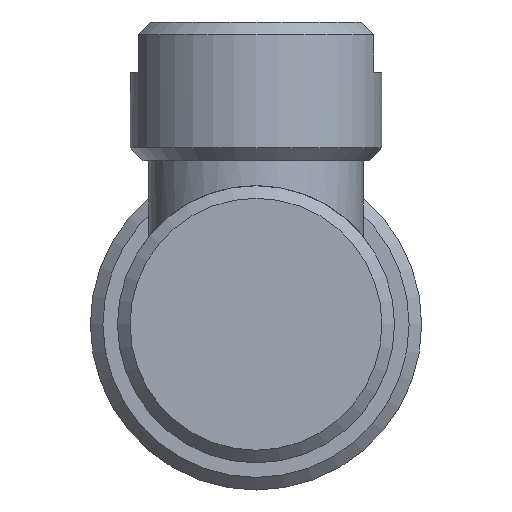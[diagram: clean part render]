
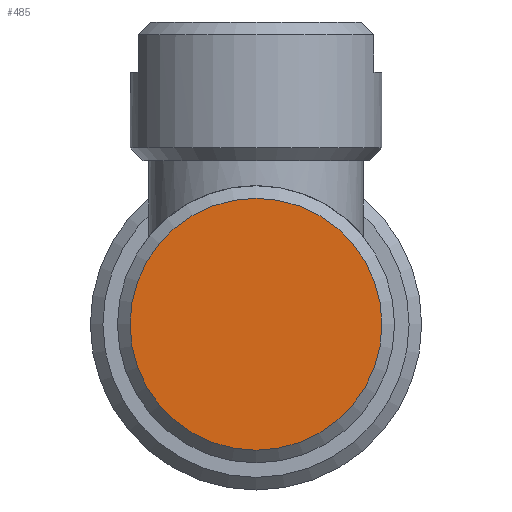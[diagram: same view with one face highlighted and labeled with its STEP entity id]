
A CAD part, left-side view. The second image highlights one B-rep face of the part: STEP entity #485.
In plain terms, the highlighted planar face has unit normal (-1, 0, 0).
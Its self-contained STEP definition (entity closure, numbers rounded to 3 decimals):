
#85=CIRCLE('',#551,5.);
#118=FACE_OUTER_BOUND('',#156,.T.);
#156=EDGE_LOOP('',(#426));
#252=VERTEX_POINT('',#902);
#314=EDGE_CURVE('',#252,#252,#85,.T.);
#426=ORIENTED_EDGE('',*,*,#314,.F.);
#457=PLANE('',#550);
#485=ADVANCED_FACE('',(#118),#457,.T.);
#550=AXIS2_PLACEMENT_3D('',#901,#691,#692);
#551=AXIS2_PLACEMENT_3D('',#903,#693,#694);
#691=DIRECTION('center_axis',(-1.,0.,0.));
#692=DIRECTION('ref_axis',(0.,0.,1.));
#693=DIRECTION('center_axis',(1.,0.,0.));
#694=DIRECTION('ref_axis',(0.,0.,-1.));
#901=CARTESIAN_POINT('Origin',(-7.,0.,-2.5));
#902=CARTESIAN_POINT('',(-7.,0.,-5.));
#903=CARTESIAN_POINT('Origin',(-7.,0.,0.));
